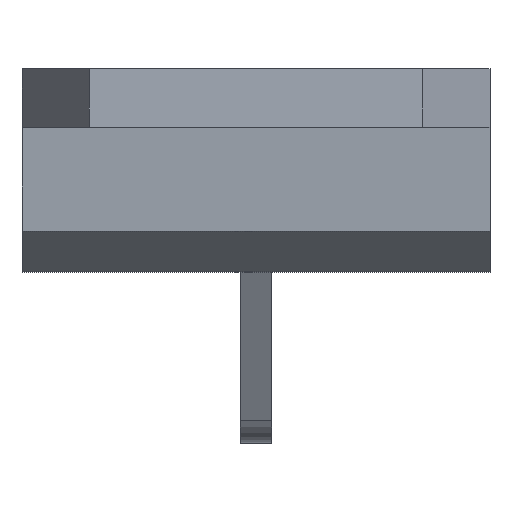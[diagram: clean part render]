
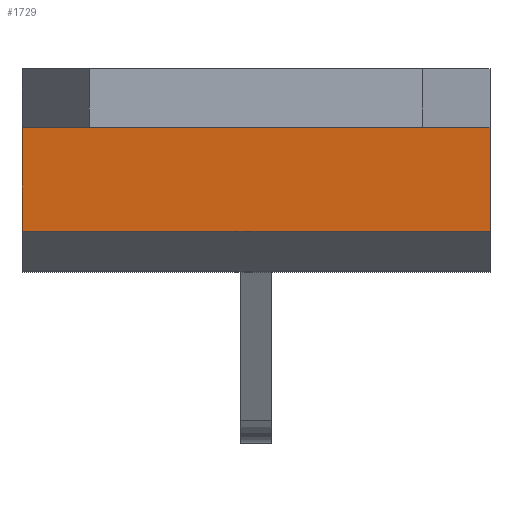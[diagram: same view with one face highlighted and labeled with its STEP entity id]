
A CAD part, top view. The second image highlights one B-rep face of the part: STEP entity #1729.
In plain terms, the highlighted planar face has unit normal (0, -0.082, 0.997).
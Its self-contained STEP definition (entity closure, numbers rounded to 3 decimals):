
#12 = DIRECTION ( 'NONE',  ( 0., 0.997, 0.082 ) ) ;
#23 = CARTESIAN_POINT ( 'NONE',  ( -10.4, -3.602, 16.711 ) ) ;
#36 = CARTESIAN_POINT ( 'NONE',  ( -10.4, -3.602, 16.711 ) ) ;
#199 = LINE ( 'NONE', #478, #1471 ) ;
#371 = EDGE_CURVE ( 'NONE', #804, #736, #199, .T. ) ;
#392 = PLANE ( 'NONE',  #1139 ) ;
#395 = LINE ( 'NONE', #23, #1363 ) ;
#414 = VERTEX_POINT ( 'NONE', #1825 ) ;
#416 = CARTESIAN_POINT ( 'NONE',  ( -10.4, -1.3, 16.901 ) ) ;
#440 = DIRECTION ( 'NONE',  ( 1., 0., 0. ) ) ;
#445 = CARTESIAN_POINT ( 'NONE',  ( 0., -3.602, 16.711 ) ) ;
#478 = CARTESIAN_POINT ( 'NONE',  ( -10.4, -3.602, 16.711 ) ) ;
#538 = EDGE_CURVE ( 'NONE', #414, #2410, #875, .T. ) ;
#632 = ORIENTED_EDGE ( 'NONE', *, *, #1760, .F. ) ;
#736 = VERTEX_POINT ( 'NONE', #445 ) ;
#804 = VERTEX_POINT ( 'NONE', #36 ) ;
#875 = LINE ( 'NONE', #416, #1378 ) ;
#926 = ORIENTED_EDGE ( 'NONE', *, *, #1352, .T. ) ;
#1048 = VECTOR ( 'NONE', #2504, 1000. ) ;
#1093 = DIRECTION ( 'NONE',  ( 1., 0., 0. ) ) ;
#1108 = EDGE_LOOP ( 'NONE', ( #2252, #926, #2519, #632 ) ) ;
#1139 = AXIS2_PLACEMENT_3D ( 'NONE', #2343, #1175, #12 ) ;
#1175 = DIRECTION ( 'NONE',  ( 0., 0.082, -0.997 ) ) ;
#1183 = DIRECTION ( 'NONE',  ( 0., 0.997, 0.082 ) ) ;
#1326 = CARTESIAN_POINT ( 'NONE',  ( 0., -3.602, 16.711 ) ) ;
#1352 = EDGE_CURVE ( 'NONE', #736, #2410, #1491, .T. ) ;
#1363 = VECTOR ( 'NONE', #1183, 1000. ) ;
#1378 = VECTOR ( 'NONE', #440, 1000. ) ;
#1471 = VECTOR ( 'NONE', #1093, 1000. ) ;
#1491 = LINE ( 'NONE', #1326, #1048 ) ;
#1729 = ADVANCED_FACE ( 'NONE', ( #2478 ), #392, .F. ) ;
#1760 = EDGE_CURVE ( 'NONE', #804, #414, #395, .T. ) ;
#1825 = CARTESIAN_POINT ( 'NONE',  ( -10.4, -1.3, 16.901 ) ) ;
#1873 = CARTESIAN_POINT ( 'NONE',  ( 0., -1.3, 16.901 ) ) ;
#2252 = ORIENTED_EDGE ( 'NONE', *, *, #371, .T. ) ;
#2343 = CARTESIAN_POINT ( 'NONE',  ( -10.4, -3.602, 16.711 ) ) ;
#2410 = VERTEX_POINT ( 'NONE', #1873 ) ;
#2478 = FACE_OUTER_BOUND ( 'NONE', #1108, .T. ) ;
#2504 = DIRECTION ( 'NONE',  ( 0., 0.997, 0.082 ) ) ;
#2519 = ORIENTED_EDGE ( 'NONE', *, *, #538, .F. ) ;
